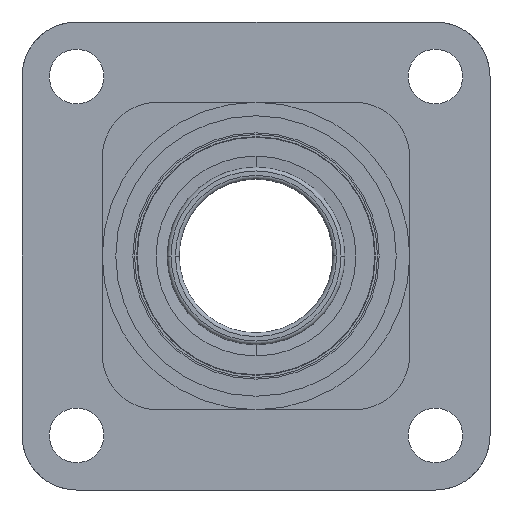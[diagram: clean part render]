
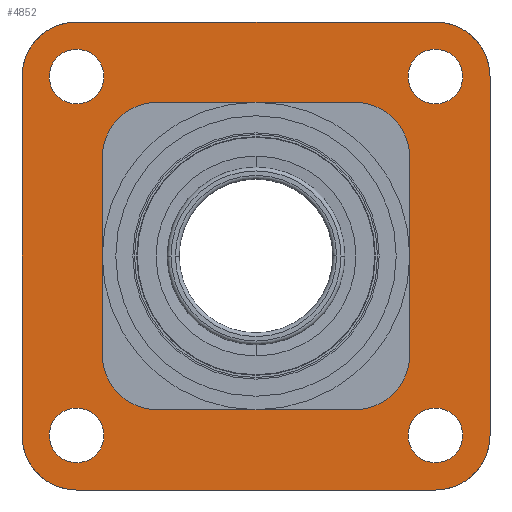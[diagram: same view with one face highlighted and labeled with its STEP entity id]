
A CAD part, front view. The second image highlights one B-rep face of the part: STEP entity #4852.
In plain terms, the highlighted planar face has unit normal (0, -1, 0).
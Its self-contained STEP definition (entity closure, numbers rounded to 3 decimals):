
#2=CARTESIAN_POINT('',(52.5,-8.,-52.5));
#3=DIRECTION('',(0.,-1.,0.));
#4=DIRECTION('',(0.,0.,-1.));
#5=AXIS2_PLACEMENT_3D('',#2,#3,#4);
#7=DIRECTION('',(-1.,0.,0.));
#8=VECTOR('',#7,105.);
#9=CARTESIAN_POINT('',(52.5,-8.,-68.5));
#10=LINE('',#9,#8);
#11=CARTESIAN_POINT('',(-52.5,-8.,-52.5));
#12=DIRECTION('',(0.,-1.,0.));
#13=DIRECTION('',(-1.,0.,0.));
#14=AXIS2_PLACEMENT_3D('',#11,#12,#13);
#16=DIRECTION('',(0.,0.,1.));
#17=VECTOR('',#16,105.);
#18=CARTESIAN_POINT('',(-68.5,-8.,-52.5));
#19=LINE('',#18,#17);
#20=CARTESIAN_POINT('',(-52.5,-8.,52.5));
#21=DIRECTION('',(0.,-1.,0.));
#22=DIRECTION('',(0.,0.,1.));
#23=AXIS2_PLACEMENT_3D('',#20,#21,#22);
#25=DIRECTION('',(1.,0.,0.));
#26=VECTOR('',#25,105.);
#27=CARTESIAN_POINT('',(-52.5,-8.,68.5));
#28=LINE('',#27,#26);
#29=CARTESIAN_POINT('',(52.5,-8.,52.5));
#30=DIRECTION('',(0.,-1.,0.));
#31=DIRECTION('',(1.,0.,0.));
#32=AXIS2_PLACEMENT_3D('',#29,#30,#31);
#34=DIRECTION('',(0.,0.,-1.));
#35=VECTOR('',#34,105.);
#36=CARTESIAN_POINT('',(68.5,-8.,52.5));
#37=LINE('',#36,#35);
#38=CARTESIAN_POINT('',(-52.5,-8.,-52.5));
#39=DIRECTION('',(0.,-1.,0.));
#40=DIRECTION('',(1.,0.,0.));
#41=AXIS2_PLACEMENT_3D('',#38,#39,#40);
#43=CARTESIAN_POINT('',(-52.5,-8.,-52.5));
#44=DIRECTION('',(0.,-1.,0.));
#45=DIRECTION('',(-1.,0.,0.));
#46=AXIS2_PLACEMENT_3D('',#43,#44,#45);
#48=CARTESIAN_POINT('',(-52.5,-8.,52.5));
#49=DIRECTION('',(0.,-1.,0.));
#50=DIRECTION('',(0.,0.,-1.));
#51=AXIS2_PLACEMENT_3D('',#48,#49,#50);
#53=CARTESIAN_POINT('',(-52.5,-8.,52.5));
#54=DIRECTION('',(0.,-1.,0.));
#55=DIRECTION('',(0.,0.,1.));
#56=AXIS2_PLACEMENT_3D('',#53,#54,#55);
#58=CARTESIAN_POINT('',(52.5,-8.,52.5));
#59=DIRECTION('',(0.,-1.,0.));
#60=DIRECTION('',(-1.,0.,0.));
#61=AXIS2_PLACEMENT_3D('',#58,#59,#60);
#63=CARTESIAN_POINT('',(52.5,-8.,52.5));
#64=DIRECTION('',(0.,-1.,0.));
#65=DIRECTION('',(1.,0.,0.));
#66=AXIS2_PLACEMENT_3D('',#63,#64,#65);
#68=CARTESIAN_POINT('',(52.5,-8.,-52.5));
#69=DIRECTION('',(0.,-1.,0.));
#70=DIRECTION('',(0.,0.,1.));
#71=AXIS2_PLACEMENT_3D('',#68,#69,#70);
#73=CARTESIAN_POINT('',(52.5,-8.,-52.5));
#74=DIRECTION('',(0.,-1.,0.));
#75=DIRECTION('',(0.,0.,-1.));
#76=AXIS2_PLACEMENT_3D('',#73,#74,#75);
#78=DIRECTION('',(1.,0.,0.));
#79=VECTOR('',#78,58.);
#80=CARTESIAN_POINT('',(-29.,-8.,-45.));
#81=LINE('',#80,#79);
#82=DIRECTION('',(0.,0.,1.));
#83=VECTOR('',#82,58.);
#84=CARTESIAN_POINT('',(45.,-8.,-29.));
#85=LINE('',#84,#83);
#86=DIRECTION('',(-1.,0.,0.));
#87=VECTOR('',#86,58.);
#88=CARTESIAN_POINT('',(29.,-8.,45.));
#89=LINE('',#88,#87);
#90=DIRECTION('',(0.,0.,-1.));
#91=VECTOR('',#90,58.);
#92=CARTESIAN_POINT('',(-45.,-8.,29.));
#93=LINE('',#92,#91);
#1609=CARTESIAN_POINT('',(29.,-8.,29.));
#1610=DIRECTION('',(0.,1.,0.));
#1611=DIRECTION('',(0.,0.,1.));
#1612=AXIS2_PLACEMENT_3D('',#1609,#1610,#1611);
#1622=CARTESIAN_POINT('',(-29.,-8.,29.));
#1623=DIRECTION('',(0.,1.,0.));
#1624=DIRECTION('',(-1.,0.,0.));
#1625=AXIS2_PLACEMENT_3D('',#1622,#1623,#1624);
#1635=CARTESIAN_POINT('',(-29.,-8.,-29.));
#1636=DIRECTION('',(0.,1.,0.));
#1637=DIRECTION('',(0.,0.,-1.));
#1638=AXIS2_PLACEMENT_3D('',#1635,#1636,#1637);
#1648=CARTESIAN_POINT('',(29.,-8.,-29.));
#1649=DIRECTION('',(0.,1.,0.));
#1650=DIRECTION('',(1.,0.,0.));
#1651=AXIS2_PLACEMENT_3D('',#1648,#1649,#1650);
#3663=CARTESIAN_POINT('',(52.5,-8.,-68.5));
#3664=CARTESIAN_POINT('',(68.5,-8.,-52.5));
#3665=VERTEX_POINT('',#3663);
#3666=VERTEX_POINT('',#3664);
#3671=CARTESIAN_POINT('',(-68.5,-8.,-52.5));
#3672=CARTESIAN_POINT('',(-52.5,-8.,-68.5));
#3673=VERTEX_POINT('',#3671);
#3674=VERTEX_POINT('',#3672);
#3679=CARTESIAN_POINT('',(-52.5,-8.,68.5));
#3680=CARTESIAN_POINT('',(-68.5,-8.,52.5));
#3681=VERTEX_POINT('',#3679);
#3682=VERTEX_POINT('',#3680);
#3687=CARTESIAN_POINT('',(68.5,-8.,52.5));
#3688=CARTESIAN_POINT('',(52.5,-8.,68.5));
#3689=VERTEX_POINT('',#3687);
#3690=VERTEX_POINT('',#3688);
#3695=CARTESIAN_POINT('',(-44.5,-8.,-52.5));
#3696=CARTESIAN_POINT('',(-60.5,-8.,-52.5));
#3697=VERTEX_POINT('',#3695);
#3698=VERTEX_POINT('',#3696);
#3703=CARTESIAN_POINT('',(-52.5,-8.,44.5));
#3704=CARTESIAN_POINT('',(-52.5,-8.,60.5));
#3705=VERTEX_POINT('',#3703);
#3706=VERTEX_POINT('',#3704);
#3711=CARTESIAN_POINT('',(44.5,-8.,52.5));
#3712=CARTESIAN_POINT('',(60.5,-8.,52.5));
#3713=VERTEX_POINT('',#3711);
#3714=VERTEX_POINT('',#3712);
#3719=CARTESIAN_POINT('',(52.5,-8.,-44.5));
#3720=CARTESIAN_POINT('',(52.5,-8.,-60.5));
#3721=VERTEX_POINT('',#3719);
#3722=VERTEX_POINT('',#3720);
#3799=CARTESIAN_POINT('',(29.,-8.,45.));
#3800=VERTEX_POINT('',#3799);
#3801=CARTESIAN_POINT('',(45.,-8.,29.));
#3802=VERTEX_POINT('',#3801);
#3807=CARTESIAN_POINT('',(45.,-8.,-29.));
#3808=VERTEX_POINT('',#3807);
#3809=CARTESIAN_POINT('',(29.,-8.,-45.));
#3810=VERTEX_POINT('',#3809);
#3811=CARTESIAN_POINT('',(-29.,-8.,-45.));
#3812=VERTEX_POINT('',#3811);
#3813=CARTESIAN_POINT('',(-29.,-8.,45.));
#3814=VERTEX_POINT('',#3813);
#3819=CARTESIAN_POINT('',(-45.,-8.,29.));
#3820=VERTEX_POINT('',#3819);
#3825=CARTESIAN_POINT('',(-45.,-8.,-29.));
#3826=VERTEX_POINT('',#3825);
#4787=CARTESIAN_POINT('',(0.,-8.,0.));
#4788=DIRECTION('',(0.,1.,0.));
#4789=DIRECTION('',(1.,0.,0.));
#4790=AXIS2_PLACEMENT_3D('',#4787,#4788,#4789);
#4791=PLANE('',#4790);
#4793=ORIENTED_EDGE('',*,*,#4792,.F.);
#4795=ORIENTED_EDGE('',*,*,#4794,.T.);
#4797=ORIENTED_EDGE('',*,*,#4796,.F.);
#4799=ORIENTED_EDGE('',*,*,#4798,.T.);
#4801=ORIENTED_EDGE('',*,*,#4800,.F.);
#4803=ORIENTED_EDGE('',*,*,#4802,.T.);
#4805=ORIENTED_EDGE('',*,*,#4804,.F.);
#4807=ORIENTED_EDGE('',*,*,#4806,.T.);
#4808=EDGE_LOOP('',(#4793,#4795,#4797,#4799,#4801,#4803,#4805,#4807));
#4809=FACE_OUTER_BOUND('',#4808,.F.);
#4811=ORIENTED_EDGE('',*,*,#4810,.T.);
#4813=ORIENTED_EDGE('',*,*,#4812,.T.);
#4814=EDGE_LOOP('',(#4811,#4813));
#4815=FACE_BOUND('',#4814,.F.);
#4817=ORIENTED_EDGE('',*,*,#4816,.T.);
#4819=ORIENTED_EDGE('',*,*,#4818,.T.);
#4820=EDGE_LOOP('',(#4817,#4819));
#4821=FACE_BOUND('',#4820,.F.);
#4823=ORIENTED_EDGE('',*,*,#4822,.T.);
#4825=ORIENTED_EDGE('',*,*,#4824,.T.);
#4826=EDGE_LOOP('',(#4823,#4825));
#4827=FACE_BOUND('',#4826,.F.);
#4829=ORIENTED_EDGE('',*,*,#4828,.T.);
#4831=ORIENTED_EDGE('',*,*,#4830,.T.);
#4832=EDGE_LOOP('',(#4829,#4831));
#4833=FACE_BOUND('',#4832,.F.);
#4835=ORIENTED_EDGE('',*,*,#4834,.T.);
#4837=ORIENTED_EDGE('',*,*,#4836,.F.);
#4839=ORIENTED_EDGE('',*,*,#4838,.T.);
#4841=ORIENTED_EDGE('',*,*,#4840,.F.);
#4843=ORIENTED_EDGE('',*,*,#4842,.T.);
#4845=ORIENTED_EDGE('',*,*,#4844,.F.);
#4847=ORIENTED_EDGE('',*,*,#4846,.T.);
#4849=ORIENTED_EDGE('',*,*,#4848,.F.);
#4850=EDGE_LOOP('',(#4835,#4837,#4839,#4841,#4843,#4845,#4847,#4849));
#4851=FACE_BOUND('',#4850,.F.);
#4852=ADVANCED_FACE('',(#4809,#4815,#4821,#4827,#4833,#4851),#4791,.F.);
#6=CIRCLE('',#5,16.);
#15=CIRCLE('',#14,16.);
#24=CIRCLE('',#23,16.);
#33=CIRCLE('',#32,16.);
#42=CIRCLE('',#41,8.);
#47=CIRCLE('',#46,8.);
#52=CIRCLE('',#51,8.);
#57=CIRCLE('',#56,8.);
#62=CIRCLE('',#61,8.);
#67=CIRCLE('',#66,8.);
#72=CIRCLE('',#71,8.);
#77=CIRCLE('',#76,8.);
#1613=CIRCLE('',#1612,16.);
#1626=CIRCLE('',#1625,16.);
#1639=CIRCLE('',#1638,16.);
#1652=CIRCLE('',#1651,16.);
#4792=EDGE_CURVE('',#3665,#3666,#6,.T.);
#4794=EDGE_CURVE('',#3665,#3674,#10,.T.);
#4796=EDGE_CURVE('',#3673,#3674,#15,.T.);
#4798=EDGE_CURVE('',#3673,#3682,#19,.T.);
#4800=EDGE_CURVE('',#3681,#3682,#24,.T.);
#4802=EDGE_CURVE('',#3681,#3690,#28,.T.);
#4804=EDGE_CURVE('',#3689,#3690,#33,.T.);
#4806=EDGE_CURVE('',#3689,#3666,#37,.T.);
#4810=EDGE_CURVE('',#3697,#3698,#42,.T.);
#4812=EDGE_CURVE('',#3698,#3697,#47,.T.);
#4816=EDGE_CURVE('',#3705,#3706,#52,.T.);
#4818=EDGE_CURVE('',#3706,#3705,#57,.T.);
#4822=EDGE_CURVE('',#3713,#3714,#62,.T.);
#4824=EDGE_CURVE('',#3714,#3713,#67,.T.);
#4828=EDGE_CURVE('',#3721,#3722,#72,.T.);
#4830=EDGE_CURVE('',#3722,#3721,#77,.T.);
#4834=EDGE_CURVE('',#3812,#3810,#81,.T.);
#4836=EDGE_CURVE('',#3808,#3810,#1652,.T.);
#4838=EDGE_CURVE('',#3808,#3802,#85,.T.);
#4840=EDGE_CURVE('',#3800,#3802,#1613,.T.);
#4842=EDGE_CURVE('',#3800,#3814,#89,.T.);
#4844=EDGE_CURVE('',#3820,#3814,#1626,.T.);
#4846=EDGE_CURVE('',#3820,#3826,#93,.T.);
#4848=EDGE_CURVE('',#3812,#3826,#1639,.T.);
